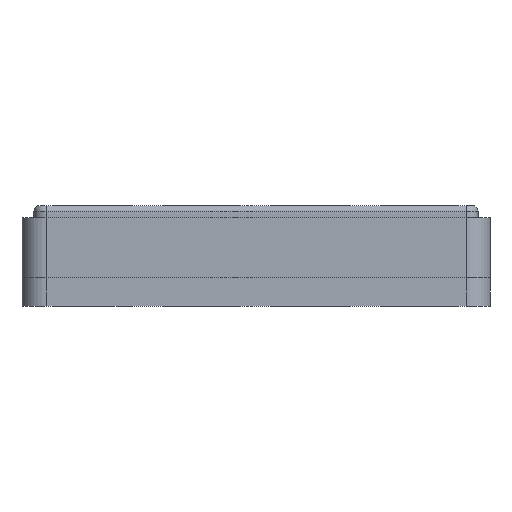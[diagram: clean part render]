
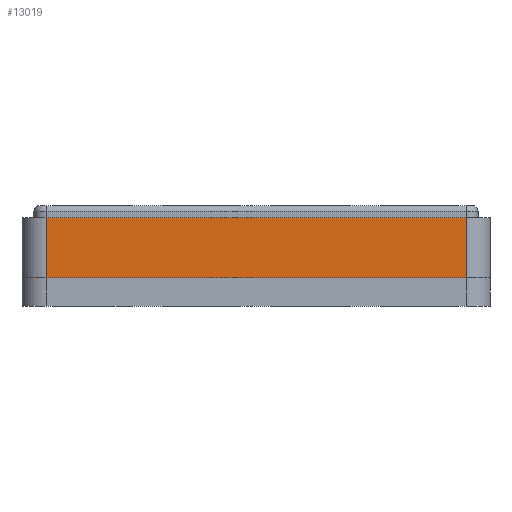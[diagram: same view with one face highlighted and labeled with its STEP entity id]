
A CAD part, front view. The second image highlights one B-rep face of the part: STEP entity #13019.
In plain terms, the highlighted planar face has unit normal (0, -1, 0).
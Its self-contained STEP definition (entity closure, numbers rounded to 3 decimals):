
#850=PLANE('',#13797);
#1375=FACE_OUTER_BOUND('',#2117,.T.);
#2117=EDGE_LOOP('',(#9753,#9754,#9755,#9756));
#3191=LINE('',#17749,#4719);
#3192=LINE('',#17752,#4720);
#3193=LINE('',#17754,#4721);
#3194=LINE('',#17755,#4722);
#4719=VECTOR('',#14940,10.);
#4720=VECTOR('',#14943,10.);
#4721=VECTOR('',#14944,10.);
#4722=VECTOR('',#14945,10.);
#6155=VERTEX_POINT('',#17745);
#6156=VERTEX_POINT('',#17747);
#6157=VERTEX_POINT('',#17751);
#6158=VERTEX_POINT('',#17753);
#7563=EDGE_CURVE('',#6155,#6156,#3191,.T.);
#7564=EDGE_CURVE('',#6157,#6155,#3192,.T.);
#7565=EDGE_CURVE('',#6158,#6156,#3193,.T.);
#7566=EDGE_CURVE('',#6157,#6158,#3194,.T.);
#9753=ORIENTED_EDGE('',*,*,#7564,.T.);
#9754=ORIENTED_EDGE('',*,*,#7563,.T.);
#9755=ORIENTED_EDGE('',*,*,#7565,.F.);
#9756=ORIENTED_EDGE('',*,*,#7566,.F.);
#13019=ADVANCED_FACE('',(#1375),#850,.T.);
#13797=AXIS2_PLACEMENT_3D('',#17750,#14941,#14942);
#14940=DIRECTION('',(0.,0.,1.));
#14941=DIRECTION('center_axis',(0.,-1.,0.));
#14942=DIRECTION('ref_axis',(1.,0.,0.));
#14943=DIRECTION('',(1.,0.,0.));
#14944=DIRECTION('',(1.,0.,0.));
#14945=DIRECTION('',(0.,0.,1.));
#17745=CARTESIAN_POINT('',(37.,0.,2.4));
#17747=CARTESIAN_POINT('',(37.,0.,7.4));
#17749=CARTESIAN_POINT('',(37.,0.,2.4));
#17750=CARTESIAN_POINT('Origin',(2.,0.,2.4));
#17751=CARTESIAN_POINT('',(2.,0.,2.4));
#17752=CARTESIAN_POINT('',(0.,0.,2.4));
#17753=CARTESIAN_POINT('',(2.,0.,7.4));
#17754=CARTESIAN_POINT('',(0.,0.,7.4));
#17755=CARTESIAN_POINT('',(2.,0.,2.4));
